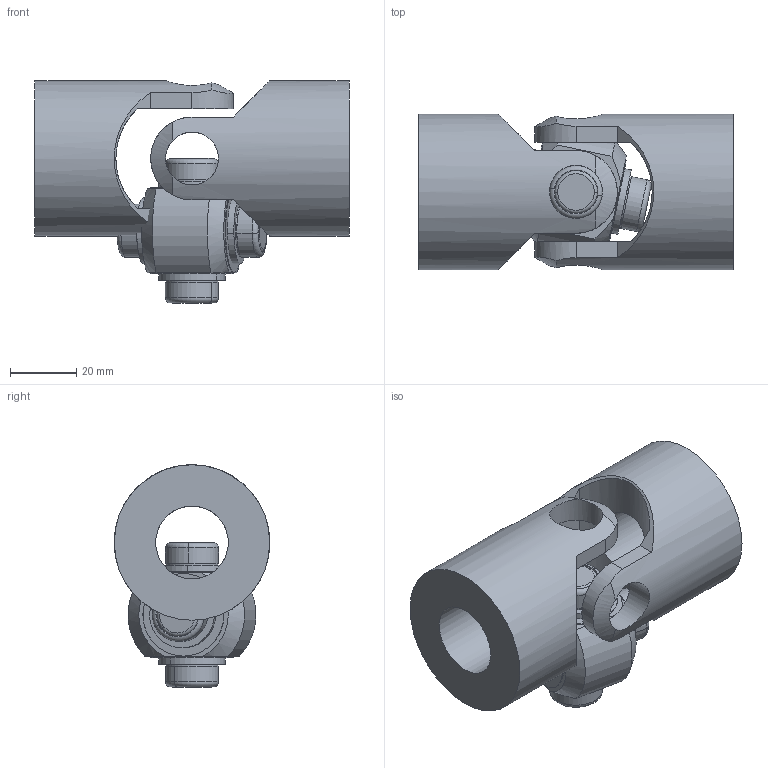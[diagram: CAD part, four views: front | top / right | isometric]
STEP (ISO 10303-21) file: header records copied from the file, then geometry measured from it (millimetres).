
FILE_DESCRIPTION(/* description */ ('Alibre Inc.'),/* implementation_level */ '2;1');
FILE_NAME(/* name */ 'export0',/* time_stamp */ '2012-08-13T16:14:15+02:00',/* author */ (''),/* organization */ (''),/* preprocessor_version */ 'ST-DEVELOPER v12',/* originating_system */ 'Alibre',/* authorisation */ '');
FILE_SCHEMA (('CONFIG_CONTROL_DESIGN'));
Length unit declared in the file: millimetre
Products named in the file (4): ID_1
Bounding box: 95 x 47 x 67.27 mm (x, y, z)
Volume: 113148 mm3; surface area: 36836.6 mm2
Topology: 11 solids, 11 shells, 204 faces, 483 edges, 309 vertices
Faces by surface type: cylinder 94, plane 54, torus 32, cone 24
Full cylindrical faces by diameter (mm): 16 x4, 22 x2, 47 x2
Entity records: 6625 total; most frequent: CARTESIAN_POINT 1599, DIRECTION 968, ORIENTED_EDGE 938, EDGE_CURVE 469, AXIS2_PLACEMENT_3D 456, VERTEX_POINT 303, EDGE_LOOP 248, FACE_BOUND 248
